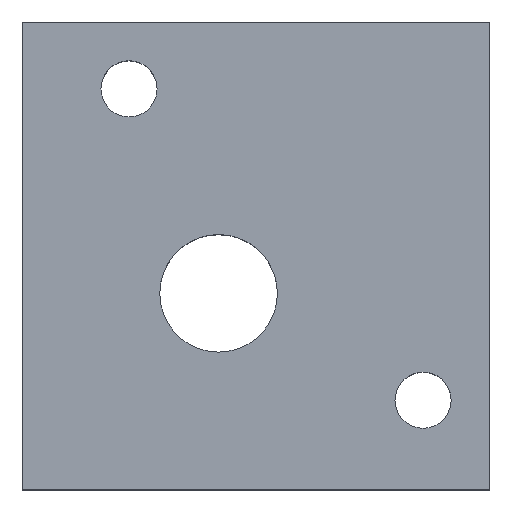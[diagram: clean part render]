
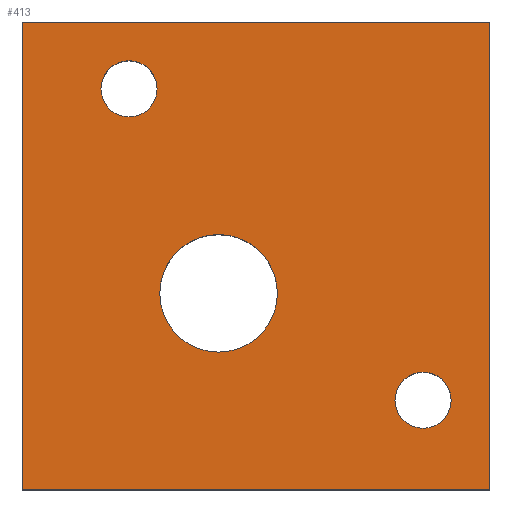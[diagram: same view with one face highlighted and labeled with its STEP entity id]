
A CAD part, top view. The second image highlights one B-rep face of the part: STEP entity #413.
In plain terms, the highlighted planar face has unit normal (0, 0, 1).
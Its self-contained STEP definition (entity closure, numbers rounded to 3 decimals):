
#4 = EDGE_CURVE ( 'NONE', #382, #268, #128, .T. ) ;
#12 = ORIENTED_EDGE ( 'NONE', *, *, #4, .T. ) ;
#13 = EDGE_CURVE ( 'NONE', #251, #378, #22, .T. ) ;
#14 = FACE_BOUND ( 'NONE', #358, .T. ) ;
#22 = CIRCLE ( 'NONE', #310, 2.1 ) ;
#25 = DIRECTION ( 'NONE',  ( 1., 0., 0. ) ) ;
#26 = FACE_BOUND ( 'NONE', #385, .T. ) ;
#45 = VERTEX_POINT ( 'NONE', #159 ) ;
#50 = DIRECTION ( 'NONE',  ( -1., 0., 0. ) ) ;
#55 = CARTESIAN_POINT ( 'NONE',  ( 30., 6.7, 10. ) ) ;
#61 = ORIENTED_EDGE ( 'NONE', *, *, #273, .F. ) ;
#62 = VERTEX_POINT ( 'NONE', #118 ) ;
#74 = AXIS2_PLACEMENT_3D ( 'NONE', #210, #366, #50 ) ;
#75 = DIRECTION ( 'NONE',  ( 1., 0., 0. ) ) ;
#85 = VERTEX_POINT ( 'NONE', #501 ) ;
#88 = CARTESIAN_POINT ( 'NONE',  ( 0., 0., 10. ) ) ;
#106 = EDGE_CURVE ( 'NONE', #371, #45, #123, .T. ) ;
#110 = CARTESIAN_POINT ( 'NONE',  ( 0., 0., 10. ) ) ;
#112 = LINE ( 'NONE', #347, #225 ) ;
#118 = CARTESIAN_POINT ( 'NONE',  ( 10.3, 14.7, 10. ) ) ;
#121 = CARTESIAN_POINT ( 'NONE',  ( 14.7, 14.7, 10. ) ) ;
#123 = CIRCLE ( 'NONE', #209, 2.1 ) ;
#128 = LINE ( 'NONE', #110, #178 ) ;
#137 = AXIS2_PLACEMENT_3D ( 'NONE', #398, #308, #75 ) ;
#151 = ORIENTED_EDGE ( 'NONE', *, *, #327, .F. ) ;
#159 = CARTESIAN_POINT ( 'NONE',  ( 10.1, 30., 10. ) ) ;
#160 = CIRCLE ( 'NONE', #290, 2.1 ) ;
#161 = ORIENTED_EDGE ( 'NONE', *, *, #173, .T. ) ;
#168 = ORIENTED_EDGE ( 'NONE', *, *, #201, .T. ) ;
#173 = EDGE_CURVE ( 'NONE', #85, #417, #299, .T. ) ;
#178 = VECTOR ( 'NONE', #394, 1000. ) ;
#190 = VECTOR ( 'NONE', #279, 1000. ) ;
#191 = AXIS2_PLACEMENT_3D ( 'NONE', #55, #447, #440 ) ;
#193 = ORIENTED_EDGE ( 'NONE', *, *, #346, .F. ) ;
#201 = EDGE_CURVE ( 'NONE', #268, #85, #112, .T. ) ;
#209 = AXIS2_PLACEMENT_3D ( 'NONE', #376, #258, #25 ) ;
#210 = CARTESIAN_POINT ( 'NONE',  ( 0., 35., 10. ) ) ;
#222 = EDGE_LOOP ( 'NONE', ( #343, #397 ) ) ;
#225 = VECTOR ( 'NONE', #388, 1000. ) ;
#244 = CARTESIAN_POINT ( 'NONE',  ( 0., 0., 10. ) ) ;
#249 = EDGE_LOOP ( 'NONE', ( #274, #12, #168, #161 ) ) ;
#251 = VERTEX_POINT ( 'NONE', #396 ) ;
#258 = DIRECTION ( 'NONE',  ( 0., 0., 1. ) ) ;
#262 = CIRCLE ( 'NONE', #137, 4.4 ) ;
#266 = CARTESIAN_POINT ( 'NONE',  ( 35., 0., 10. ) ) ;
#268 = VERTEX_POINT ( 'NONE', #266 ) ;
#273 = EDGE_CURVE ( 'NONE', #62, #491, #431, .T. ) ;
#274 = ORIENTED_EDGE ( 'NONE', *, *, #478, .T. ) ;
#279 = DIRECTION ( 'NONE',  ( 0., -1., 0. ) ) ;
#282 = FACE_OUTER_BOUND ( 'NONE', #249, .T. ) ;
#290 = AXIS2_PLACEMENT_3D ( 'NONE', #442, #406, #483 ) ;
#299 = LINE ( 'NONE', #337, #497 ) ;
#304 = DIRECTION ( 'NONE',  ( 1., 0., 0. ) ) ;
#308 = DIRECTION ( 'NONE',  ( 0., 0., 1. ) ) ;
#309 = ORIENTED_EDGE ( 'NONE', *, *, #13, .F. ) ;
#310 = AXIS2_PLACEMENT_3D ( 'NONE', #433, #351, #304 ) ;
#312 = DIRECTION ( 'NONE',  ( 1., 0., 0. ) ) ;
#313 = CIRCLE ( 'NONE', #191, 2.1 ) ;
#318 = PLANE ( 'NONE',  #74 ) ;
#322 = CARTESIAN_POINT ( 'NONE',  ( 0., 35., 10. ) ) ;
#327 = EDGE_CURVE ( 'NONE', #491, #62, #262, .T. ) ;
#330 = DIRECTION ( 'NONE',  ( -1., 0., 0. ) ) ;
#337 = CARTESIAN_POINT ( 'NONE',  ( 0., 35., 10. ) ) ;
#341 = LINE ( 'NONE', #244, #190 ) ;
#343 = ORIENTED_EDGE ( 'NONE', *, *, #503, .F. ) ;
#346 = EDGE_CURVE ( 'NONE', #378, #251, #313, .T. ) ;
#347 = CARTESIAN_POINT ( 'NONE',  ( 35., 0., 10. ) ) ;
#351 = DIRECTION ( 'NONE',  ( 0., 0., 1. ) ) ;
#358 = EDGE_LOOP ( 'NONE', ( #193, #309 ) ) ;
#359 = DIRECTION ( 'NONE',  ( 0., 0., 1. ) ) ;
#366 = DIRECTION ( 'NONE',  ( 0., 0., -1. ) ) ;
#371 = VERTEX_POINT ( 'NONE', #471 ) ;
#376 = CARTESIAN_POINT ( 'NONE',  ( 8., 30., 10. ) ) ;
#378 = VERTEX_POINT ( 'NONE', #445 ) ;
#382 = VERTEX_POINT ( 'NONE', #88 ) ;
#385 = EDGE_LOOP ( 'NONE', ( #151, #61 ) ) ;
#388 = DIRECTION ( 'NONE',  ( 0., 1., 0. ) ) ;
#394 = DIRECTION ( 'NONE',  ( 1., 0., 0. ) ) ;
#396 = CARTESIAN_POINT ( 'NONE',  ( 27.9, 6.7, 10. ) ) ;
#397 = ORIENTED_EDGE ( 'NONE', *, *, #106, .F. ) ;
#398 = CARTESIAN_POINT ( 'NONE',  ( 14.7, 14.7, 10. ) ) ;
#406 = DIRECTION ( 'NONE',  ( 0., 0., 1. ) ) ;
#413 = ADVANCED_FACE ( 'NONE', ( #26, #436, #14, #282 ), #318, .F. ) ;
#417 = VERTEX_POINT ( 'NONE', #322 ) ;
#431 = CIRCLE ( 'NONE', #492, 4.4 ) ;
#433 = CARTESIAN_POINT ( 'NONE',  ( 30., 6.7, 10. ) ) ;
#436 = FACE_BOUND ( 'NONE', #222, .T. ) ;
#440 = DIRECTION ( 'NONE',  ( 1., 0., 0. ) ) ;
#442 = CARTESIAN_POINT ( 'NONE',  ( 8., 30., 10. ) ) ;
#445 = CARTESIAN_POINT ( 'NONE',  ( 32.1, 6.7, 10. ) ) ;
#447 = DIRECTION ( 'NONE',  ( 0., 0., 1. ) ) ;
#471 = CARTESIAN_POINT ( 'NONE',  ( 5.9, 30., 10. ) ) ;
#478 = EDGE_CURVE ( 'NONE', #417, #382, #341, .T. ) ;
#483 = DIRECTION ( 'NONE',  ( 1., 0., 0. ) ) ;
#485 = CARTESIAN_POINT ( 'NONE',  ( 19.1, 14.7, 10. ) ) ;
#491 = VERTEX_POINT ( 'NONE', #485 ) ;
#492 = AXIS2_PLACEMENT_3D ( 'NONE', #121, #359, #312 ) ;
#497 = VECTOR ( 'NONE', #330, 1000. ) ;
#501 = CARTESIAN_POINT ( 'NONE',  ( 35., 35., 10. ) ) ;
#503 = EDGE_CURVE ( 'NONE', #45, #371, #160, .T. ) ;
